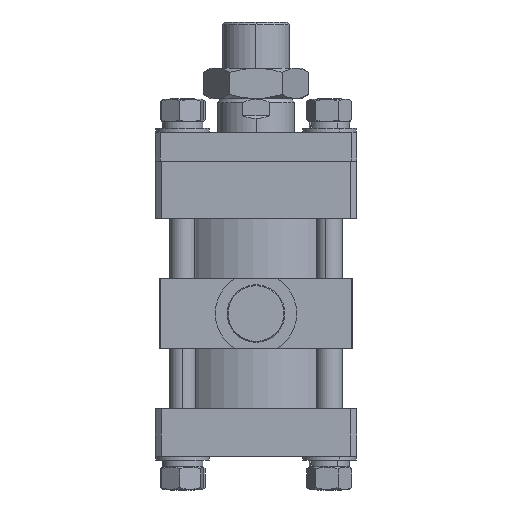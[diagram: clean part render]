
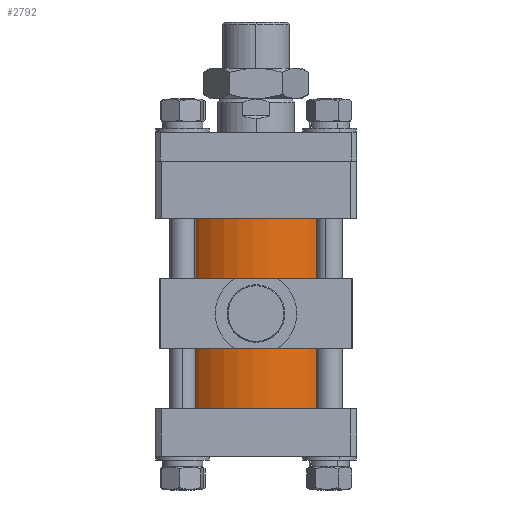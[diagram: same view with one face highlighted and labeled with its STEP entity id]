
A CAD part, front view. The second image highlights one B-rep face of the part: STEP entity #2792.
In plain terms, the highlighted cylindrical face has radius 89 mm (diameter 178 mm), a partial arc.
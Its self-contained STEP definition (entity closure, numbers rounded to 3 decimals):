
#949 = AXIS2_PLACEMENT_3D ( 'NONE', #6623, #6452, #6677 ) ;
#1820 = EDGE_CURVE ( 'NONE', #6321, #3439, #4206, .T. ) ;
#1822 = EDGE_CURVE ( 'NONE', #3411, #3458, #1969, .T. ) ;
#1824 = EDGE_CURVE ( 'NONE', #3411, #6321, #2048, .T. ) ;
#1825 = AXIS2_PLACEMENT_3D ( 'NONE', #6564, #6565, #6567 ) ;
#1827 = AXIS2_PLACEMENT_3D ( 'NONE', #6317, #6327, #6314 ) ;
#1830 = EDGE_CURVE ( 'NONE', #3458, #3439, #2159, .T. ) ;
#1969 = LINE ( 'NONE', #6248, #1996 ) ;
#1996 = VECTOR ( 'NONE', #6239, 1000. ) ;
#2048 = CIRCLE ( 'NONE', #1827, 89. ) ;
#2159 = CIRCLE ( 'NONE', #1825, 89. ) ;
#2303 = CYLINDRICAL_SURFACE ( 'NONE', #949, 89. ) ;
#2307 = FACE_OUTER_BOUND ( 'NONE', #3909, .T. ) ;
#2792 = ADVANCED_FACE ( 'NONE', ( #2307 ), #2303, .T. ) ;
#3049 = CARTESIAN_POINT ( 'NONE',  ( -89., 0., 99. ) ) ;
#3123 = CARTESIAN_POINT ( 'NONE',  ( -89., 0., -99. ) ) ;
#3141 = CARTESIAN_POINT ( 'NONE',  ( 89., 0., -99. ) ) ;
#3411 = VERTEX_POINT ( 'NONE', #3049 ) ;
#3439 = VERTEX_POINT ( 'NONE', #3141 ) ;
#3458 = VERTEX_POINT ( 'NONE', #3123 ) ;
#3909 = EDGE_LOOP ( 'NONE', ( #7201, #9231, #9250, #9244 ) ) ;
#4198 = VECTOR ( 'NONE', #6227, 1000. ) ;
#4206 = LINE ( 'NONE', #6240, #4198 ) ;
#5387 = CARTESIAN_POINT ( 'NONE',  ( 89., 0., 99. ) ) ;
#6227 = DIRECTION ( 'NONE',  ( 0., 0., -1. ) ) ;
#6239 = DIRECTION ( 'NONE',  ( 0., 0., -1. ) ) ;
#6240 = CARTESIAN_POINT ( 'NONE',  ( 89., 0., 99. ) ) ;
#6248 = CARTESIAN_POINT ( 'NONE',  ( -89., 0., 99. ) ) ;
#6314 = DIRECTION ( 'NONE',  ( 1., 0., 0. ) ) ;
#6317 = CARTESIAN_POINT ( 'NONE',  ( 0., 0., 99. ) ) ;
#6321 = VERTEX_POINT ( 'NONE', #5387 ) ;
#6327 = DIRECTION ( 'NONE',  ( 0., 0., 1. ) ) ;
#6452 = DIRECTION ( 'NONE',  ( 0., 0., -1. ) ) ;
#6564 = CARTESIAN_POINT ( 'NONE',  ( 0., 0., -99. ) ) ;
#6565 = DIRECTION ( 'NONE',  ( 0., 0., 1. ) ) ;
#6567 = DIRECTION ( 'NONE',  ( 1., 0., 0. ) ) ;
#6623 = CARTESIAN_POINT ( 'NONE',  ( 0., 0., 99. ) ) ;
#6677 = DIRECTION ( 'NONE',  ( -1., 0., 0. ) ) ;
#7201 = ORIENTED_EDGE ( 'NONE', *, *, #1820, .F. ) ;
#9231 = ORIENTED_EDGE ( 'NONE', *, *, #1824, .F. ) ;
#9244 = ORIENTED_EDGE ( 'NONE', *, *, #1830, .T. ) ;
#9250 = ORIENTED_EDGE ( 'NONE', *, *, #1822, .T. ) ;
